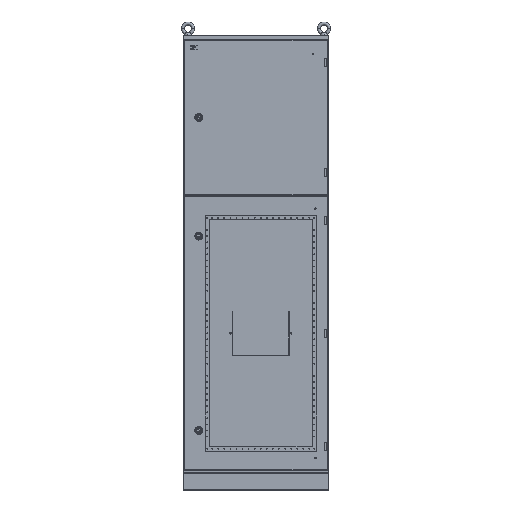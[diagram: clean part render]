
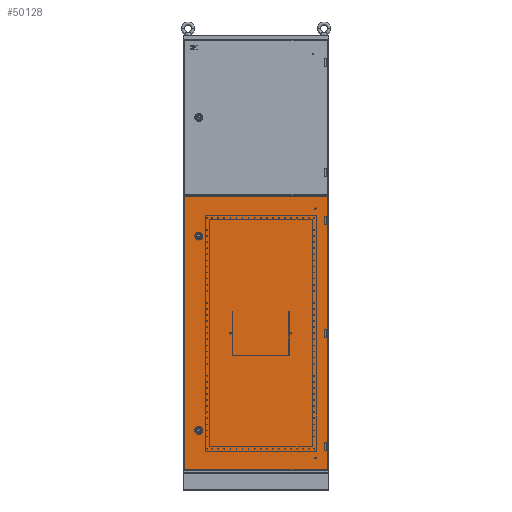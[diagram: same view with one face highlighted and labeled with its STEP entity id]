
A CAD part, top view. The second image highlights one B-rep face of the part: STEP entity #50128.
In plain terms, the highlighted planar face has unit normal (0, 0, 1).
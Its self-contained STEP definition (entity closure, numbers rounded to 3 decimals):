
#542 = ORIENTED_EDGE ( 'NONE', *, *, #58773, .F. ) ;
#1091 = DIRECTION ( 'NONE',  ( 0., 0., 1. ) ) ;
#2817 = CARTESIAN_POINT ( 'NONE',  ( 0., -563.5, 0. ) ) ;
#3866 = VERTEX_POINT ( 'NONE', #75443 ) ;
#6537 = LINE ( 'NONE', #67264, #55262 ) ;
#6622 = LINE ( 'NONE', #23399, #74875 ) ;
#7821 = ORIENTED_EDGE ( 'NONE', *, *, #72112, .F. ) ;
#9420 = AXIS2_PLACEMENT_3D ( 'NONE', #54259, #14629, #60840 ) ;
#9815 = AXIS2_PLACEMENT_3D ( 'NONE', #13471, #59717, #20077 ) ;
#12387 = FACE_OUTER_BOUND ( 'NONE', #79194, .T. ) ;
#13471 = CARTESIAN_POINT ( 'NONE',  ( 60., -400., 0. ) ) ;
#14008 = DIRECTION ( 'NONE',  ( 0., 0., 1. ) ) ;
#14629 = DIRECTION ( 'NONE',  ( 0., 0., 1. ) ) ;
#15267 = ORIENTED_EDGE ( 'NONE', *, *, #71232, .T. ) ;
#16934 = EDGE_LOOP ( 'NONE', ( #73919, #81210 ) ) ;
#20077 = DIRECTION ( 'NONE',  ( -1., 0., 0. ) ) ;
#22215 = VERTEX_POINT ( 'NONE', #43288 ) ;
#23399 = CARTESIAN_POINT ( 'NONE',  ( 590.5, 563.5, 0. ) ) ;
#24272 = VERTEX_POINT ( 'NONE', #2817 ) ;
#25187 = AXIS2_PLACEMENT_3D ( 'NONE', #53658, #14008, #60253 ) ;
#27513 = PLANE ( 'NONE',  #71724 ) ;
#30046 = FACE_BOUND ( 'NONE', #16934, .T. ) ;
#30409 = CARTESIAN_POINT ( 'NONE',  ( 61.5, 400., 0. ) ) ;
#32026 = LINE ( 'NONE', #65926, #82570 ) ;
#33058 = VECTOR ( 'NONE', #48856, 1000. ) ;
#33802 = EDGE_LOOP ( 'NONE', ( #7821, #542 ) ) ;
#34522 = CARTESIAN_POINT ( 'NONE',  ( 590.5, 563.5, 0. ) ) ;
#36138 = CARTESIAN_POINT ( 'NONE',  ( 590.5, -563.5, 0. ) ) ;
#36831 = DIRECTION ( 'NONE',  ( 0., 1., 0. ) ) ;
#37941 = VERTEX_POINT ( 'NONE', #54796 ) ;
#38292 = DIRECTION ( 'NONE',  ( 0., 0., 1. ) ) ;
#42121 = CARTESIAN_POINT ( 'NONE',  ( 58.5, 400., 0. ) ) ;
#42230 = CARTESIAN_POINT ( 'NONE',  ( 0., 563.5, 0. ) ) ;
#43288 = CARTESIAN_POINT ( 'NONE',  ( 58.5, -400., 0. ) ) ;
#47478 = DIRECTION ( 'NONE',  ( 1., 0., 0. ) ) ;
#47485 = AXIS2_PLACEMENT_3D ( 'NONE', #77711, #38292, #84336 ) ;
#47827 = CIRCLE ( 'NONE', #9420, 1.5 ) ;
#48856 = DIRECTION ( 'NONE',  ( -1., 0., 0. ) ) ;
#50128 = ADVANCED_FACE ( 'NONE', ( #30046, #82671, #12387 ), #27513, .T. ) ;
#51041 = VERTEX_POINT ( 'NONE', #36138 ) ;
#53658 = CARTESIAN_POINT ( 'NONE',  ( 60., -400., 0. ) ) ;
#53866 = CARTESIAN_POINT ( 'NONE',  ( 0., 0., 0. ) ) ;
#54259 = CARTESIAN_POINT ( 'NONE',  ( 60., 400., 0. ) ) ;
#54320 = DIRECTION ( 'NONE',  ( 1., 0., 0. ) ) ;
#54796 = CARTESIAN_POINT ( 'NONE',  ( 61.5, -400., 0. ) ) ;
#55262 = VECTOR ( 'NONE', #54320, 1000. ) ;
#55619 = ORIENTED_EDGE ( 'NONE', *, *, #71634, .T. ) ;
#58626 = ORIENTED_EDGE ( 'NONE', *, *, #68471, .T. ) ;
#58773 = EDGE_CURVE ( 'NONE', #81237, #63473, #70869, .T. ) ;
#59717 = DIRECTION ( 'NONE',  ( 0., 0., 1. ) ) ;
#59914 = DIRECTION ( 'NONE',  ( 0., -1., 0. ) ) ;
#60210 = CIRCLE ( 'NONE', #9815, 1.5 ) ;
#60253 = DIRECTION ( 'NONE',  ( -1., 0., 0. ) ) ;
#60840 = DIRECTION ( 'NONE',  ( 1., 0., 0. ) ) ;
#63229 = VERTEX_POINT ( 'NONE', #34522 ) ;
#63473 = VERTEX_POINT ( 'NONE', #30409 ) ;
#63994 = LINE ( 'NONE', #42230, #33058 ) ;
#64586 = CIRCLE ( 'NONE', #25187, 1.5 ) ;
#65926 = CARTESIAN_POINT ( 'NONE',  ( 0., 563.5, 0. ) ) ;
#66266 = EDGE_CURVE ( 'NONE', #22215, #37941, #64586, .T. ) ;
#67264 = CARTESIAN_POINT ( 'NONE',  ( 0., -563.5, 0. ) ) ;
#68471 = EDGE_CURVE ( 'NONE', #3866, #24272, #32026, .T. ) ;
#69255 = EDGE_CURVE ( 'NONE', #63229, #3866, #63994, .T. ) ;
#70869 = CIRCLE ( 'NONE', #47485, 1.5 ) ;
#71232 = EDGE_CURVE ( 'NONE', #51041, #63229, #6622, .T. ) ;
#71634 = EDGE_CURVE ( 'NONE', #24272, #51041, #6537, .T. ) ;
#71724 = AXIS2_PLACEMENT_3D ( 'NONE', #53866, #1091, #47478 ) ;
#71989 = EDGE_CURVE ( 'NONE', #37941, #22215, #60210, .T. ) ;
#72112 = EDGE_CURVE ( 'NONE', #63473, #81237, #47827, .T. ) ;
#73919 = ORIENTED_EDGE ( 'NONE', *, *, #71989, .F. ) ;
#74875 = VECTOR ( 'NONE', #36831, 1000. ) ;
#75443 = CARTESIAN_POINT ( 'NONE',  ( 0., 563.5, 0. ) ) ;
#77711 = CARTESIAN_POINT ( 'NONE',  ( 60., 400., 0. ) ) ;
#79194 = EDGE_LOOP ( 'NONE', ( #58626, #55619, #15267, #81454 ) ) ;
#81210 = ORIENTED_EDGE ( 'NONE', *, *, #66266, .F. ) ;
#81237 = VERTEX_POINT ( 'NONE', #42121 ) ;
#81454 = ORIENTED_EDGE ( 'NONE', *, *, #69255, .T. ) ;
#82570 = VECTOR ( 'NONE', #59914, 1000. ) ;
#82671 = FACE_BOUND ( 'NONE', #33802, .T. ) ;
#84336 = DIRECTION ( 'NONE',  ( 1., 0., 0. ) ) ;
